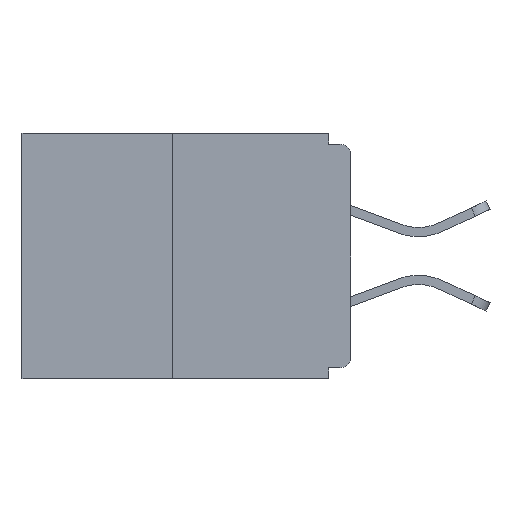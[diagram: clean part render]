
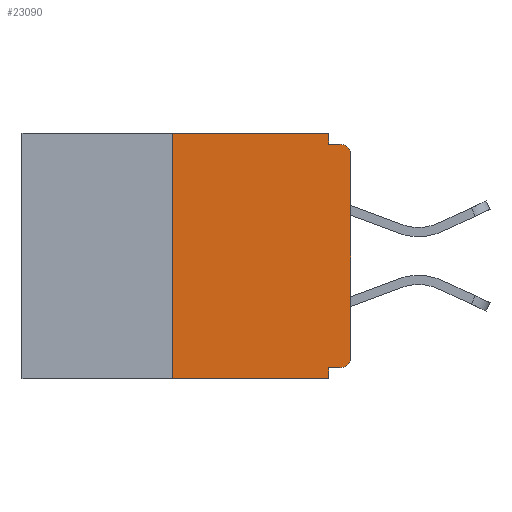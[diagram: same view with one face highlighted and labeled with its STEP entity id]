
A CAD part, left-side view. The second image highlights one B-rep face of the part: STEP entity #23090.
In plain terms, the highlighted planar face has unit normal (-1, 0, 0).
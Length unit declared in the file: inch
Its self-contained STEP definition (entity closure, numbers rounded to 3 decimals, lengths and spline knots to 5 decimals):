
#224 = VECTOR ( 'NONE', #13566, 39.37008 ) ;
#266 = EDGE_CURVE ( 'NONE', #15996, #1455, #19481, .T. ) ;
#313 = CARTESIAN_POINT ( 'NONE',  ( 0., 0.031, -0.343 ) ) ;
#567 = DIRECTION ( 'NONE',  ( -1., 0., 0. ) ) ;
#595 = VECTOR ( 'NONE', #7480, 39.37008 ) ;
#1179 = DIRECTION ( 'NONE',  ( 0., 0., -1. ) ) ;
#1446 = FACE_OUTER_BOUND ( 'NONE', #13309, .T. ) ;
#1455 = VERTEX_POINT ( 'NONE', #313 ) ;
#1476 = CARTESIAN_POINT ( 'NONE',  ( 0., 0.031, -0.015 ) ) ;
#1656 = AXIS2_PLACEMENT_3D ( 'NONE', #3181, #2943, #19574 ) ;
#1669 = VECTOR ( 'NONE', #14642, 39.37008 ) ;
#1925 = DIRECTION ( 'NONE',  ( 0., 0., 1. ) ) ;
#2421 = VECTOR ( 'NONE', #6596, 39.37008 ) ;
#2498 = LINE ( 'NONE', #7238, #21602 ) ;
#2550 = ORIENTED_EDGE ( 'NONE', *, *, #15053, .T. ) ;
#2943 = DIRECTION ( 'NONE',  ( 1., 0., 0. ) ) ;
#3181 = CARTESIAN_POINT ( 'NONE',  ( 0., 0.46, 0. ) ) ;
#3286 = EDGE_CURVE ( 'NONE', #10709, #12855, #11916, .T. ) ;
#3884 = ORIENTED_EDGE ( 'NONE', *, *, #5618, .F. ) ;
#4247 = CARTESIAN_POINT ( 'NONE',  ( 0., 0.25, 0. ) ) ;
#4665 = CARTESIAN_POINT ( 'NONE',  ( 0., 0.015, -0.313 ) ) ;
#4796 = CARTESIAN_POINT ( 'NONE',  ( 0., 0.031, 0. ) ) ;
#4855 = LINE ( 'NONE', #12905, #1669 ) ;
#5135 = LINE ( 'NONE', #17205, #224 ) ;
#5618 = EDGE_CURVE ( 'NONE', #12855, #1455, #4855, .T. ) ;
#5986 = AXIS2_PLACEMENT_3D ( 'NONE', #20949, #567, #15233 ) ;
#6008 = EDGE_CURVE ( 'NONE', #10607, #23587, #5135, .T. ) ;
#6596 = DIRECTION ( 'NONE',  ( 0., 0., -1. ) ) ;
#7238 = CARTESIAN_POINT ( 'NONE',  ( 0., 0., -0.015 ) ) ;
#7480 = DIRECTION ( 'NONE',  ( 0., 0., 1. ) ) ;
#7863 = VECTOR ( 'NONE', #15282, 39.37008 ) ;
#7938 = CARTESIAN_POINT ( 'NONE',  ( 0., 0., -0.03 ) ) ;
#8497 = LINE ( 'NONE', #21572, #2421 ) ;
#8685 = PLANE ( 'NONE',  #1656 ) ;
#8811 = VECTOR ( 'NONE', #1925, 39.37008 ) ;
#9411 = ORIENTED_EDGE ( 'NONE', *, *, #19246, .T. ) ;
#9523 = CARTESIAN_POINT ( 'NONE',  ( 0., 0.031, -0.328 ) ) ;
#9781 = EDGE_CURVE ( 'NONE', #15996, #10607, #20996, .T. ) ;
#10324 = EDGE_CURVE ( 'NONE', #23587, #21152, #8497, .T. ) ;
#10513 = ORIENTED_EDGE ( 'NONE', *, *, #13665, .T. ) ;
#10607 = VERTEX_POINT ( 'NONE', #4247 ) ;
#10709 = VERTEX_POINT ( 'NONE', #11448 ) ;
#11331 = AXIS2_PLACEMENT_3D ( 'NONE', #4665, #12331, #1179 ) ;
#11448 = CARTESIAN_POINT ( 'NONE',  ( 0., 0.015, -0.328 ) ) ;
#11721 = ORIENTED_EDGE ( 'NONE', *, *, #10324, .F. ) ;
#11916 = LINE ( 'NONE', #15189, #7863 ) ;
#12331 = DIRECTION ( 'NONE',  ( -1., 0., 0. ) ) ;
#12855 = VERTEX_POINT ( 'NONE', #9523 ) ;
#12905 = CARTESIAN_POINT ( 'NONE',  ( 0., 0.031, -0.343 ) ) ;
#12947 = ORIENTED_EDGE ( 'NONE', *, *, #266, .T. ) ;
#13179 = CARTESIAN_POINT ( 'NONE',  ( 0., 0., 0. ) ) ;
#13278 = ORIENTED_EDGE ( 'NONE', *, *, #16714, .F. ) ;
#13309 = EDGE_LOOP ( 'NONE', ( #16476, #16966, #12947, #3884, #16263, #9411, #10513, #2550, #13278, #11721 ) ) ;
#13566 = DIRECTION ( 'NONE',  ( 0., -1., 0. ) ) ;
#13637 = LINE ( 'NONE', #13179, #595 ) ;
#13665 = EDGE_CURVE ( 'NONE', #18736, #14524, #13637, .T. ) ;
#14524 = VERTEX_POINT ( 'NONE', #7938 ) ;
#14642 = DIRECTION ( 'NONE',  ( 0., 0., -1. ) ) ;
#15053 = EDGE_CURVE ( 'NONE', #14524, #16917, #23726, .T. ) ;
#15189 = CARTESIAN_POINT ( 'NONE',  ( 0., 0., -0.328 ) ) ;
#15233 = DIRECTION ( 'NONE',  ( 0., 0., -1. ) ) ;
#15282 = DIRECTION ( 'NONE',  ( 0., 1., 0. ) ) ;
#15582 = CIRCLE ( 'NONE', #11331, 0.015 ) ;
#15996 = VERTEX_POINT ( 'NONE', #21124 ) ;
#16263 = ORIENTED_EDGE ( 'NONE', *, *, #3286, .F. ) ;
#16343 = DIRECTION ( 'NONE',  ( 0., -1., 0. ) ) ;
#16476 = ORIENTED_EDGE ( 'NONE', *, *, #6008, .F. ) ;
#16714 = EDGE_CURVE ( 'NONE', #21152, #16917, #2498, .T. ) ;
#16917 = VERTEX_POINT ( 'NONE', #22735 ) ;
#16966 = ORIENTED_EDGE ( 'NONE', *, *, #9781, .F. ) ;
#17205 = CARTESIAN_POINT ( 'NONE',  ( 0., 0.46, 0. ) ) ;
#17299 = DIRECTION ( 'NONE',  ( 0., -1., 0. ) ) ;
#18736 = VERTEX_POINT ( 'NONE', #19040 ) ;
#19040 = CARTESIAN_POINT ( 'NONE',  ( 0., 0., -0.313 ) ) ;
#19246 = EDGE_CURVE ( 'NONE', #10709, #18736, #15582, .T. ) ;
#19481 = LINE ( 'NONE', #21306, #23230 ) ;
#19574 = DIRECTION ( 'NONE',  ( 0., 0., -1. ) ) ;
#20949 = CARTESIAN_POINT ( 'NONE',  ( 0., 0.015, -0.03 ) ) ;
#20996 = LINE ( 'NONE', #22256, #8811 ) ;
#21124 = CARTESIAN_POINT ( 'NONE',  ( 0., 0.25, -0.343 ) ) ;
#21152 = VERTEX_POINT ( 'NONE', #1476 ) ;
#21306 = CARTESIAN_POINT ( 'NONE',  ( 0., 0.46, -0.343 ) ) ;
#21572 = CARTESIAN_POINT ( 'NONE',  ( 0., 0.031, 0. ) ) ;
#21602 = VECTOR ( 'NONE', #16343, 39.37008 ) ;
#22256 = CARTESIAN_POINT ( 'NONE',  ( 0., 0.25, 0. ) ) ;
#22735 = CARTESIAN_POINT ( 'NONE',  ( 0., 0.015, -0.015 ) ) ;
#23090 = ADVANCED_FACE ( 'NONE', ( #1446 ), #8685, .F. ) ;
#23230 = VECTOR ( 'NONE', #17299, 39.37008 ) ;
#23587 = VERTEX_POINT ( 'NONE', #4796 ) ;
#23726 = CIRCLE ( 'NONE', #5986, 0.015 ) ;
